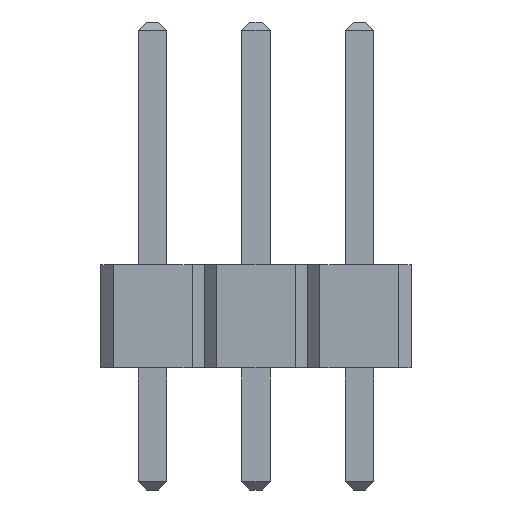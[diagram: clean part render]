
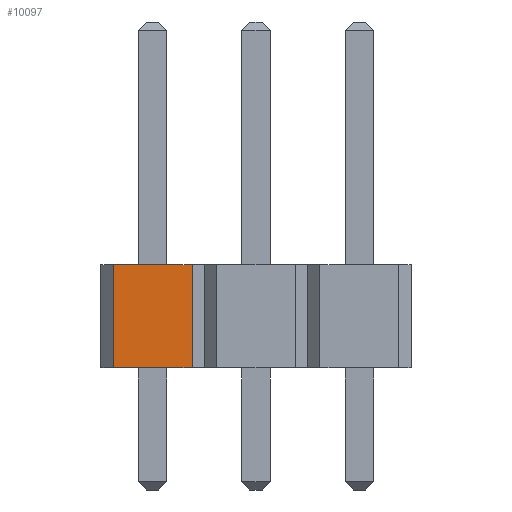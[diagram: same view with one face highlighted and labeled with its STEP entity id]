
A CAD part, front view. The second image highlights one B-rep face of the part: STEP entity #10097.
In plain terms, the highlighted planar face has unit normal (0, -1, 0).
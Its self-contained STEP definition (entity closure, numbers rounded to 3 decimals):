
#9547 = VERTEX_POINT('',#9548);
#9548 = CARTESIAN_POINT('',(-0.97,-44.45,0.));
#9554 = EDGE_CURVE('',#9555,#9547,#9557,.T.);
#9555 = VERTEX_POINT('',#9556);
#9556 = CARTESIAN_POINT('',(0.97,-44.45,0.));
#9557 = LINE('',#9558,#9559);
#9558 = CARTESIAN_POINT('',(1.27,-44.45,0.));
#9559 = VECTOR('',#9560,1.);
#9560 = DIRECTION('',(-1.,0.,0.));
#9769 = VERTEX_POINT('',#9770);
#9770 = CARTESIAN_POINT('',(-0.97,-44.45,2.54));
#9776 = EDGE_CURVE('',#9777,#9769,#9779,.T.);
#9777 = VERTEX_POINT('',#9778);
#9778 = CARTESIAN_POINT('',(0.97,-44.45,2.54));
#9779 = LINE('',#9780,#9781);
#9780 = CARTESIAN_POINT('',(1.27,-44.45,2.54));
#9781 = VECTOR('',#9782,1.);
#9782 = DIRECTION('',(-1.,0.,0.));
#10087 = EDGE_CURVE('',#9555,#9777,#10088,.T.);
#10088 = LINE('',#10089,#10090);
#10089 = CARTESIAN_POINT('',(0.97,-44.45,0.));
#10090 = VECTOR('',#10091,1.);
#10091 = DIRECTION('',(0.,0.,1.));
#10097 = ADVANCED_FACE('',(#10098),#10109,.T.);
#10098 = FACE_BOUND('',#10099,.T.);
#10099 = EDGE_LOOP('',(#10100,#10101,#10102,#10103));
#10100 = ORIENTED_EDGE('',*,*,#9554,.F.);
#10101 = ORIENTED_EDGE('',*,*,#10087,.T.);
#10102 = ORIENTED_EDGE('',*,*,#9776,.T.);
#10103 = ORIENTED_EDGE('',*,*,#10104,.F.);
#10104 = EDGE_CURVE('',#9547,#9769,#10105,.T.);
#10105 = LINE('',#10106,#10107);
#10106 = CARTESIAN_POINT('',(-0.97,-44.45,0.));
#10107 = VECTOR('',#10108,1.);
#10108 = DIRECTION('',(0.,0.,1.));
#10109 = PLANE('',#10110);
#10110 = AXIS2_PLACEMENT_3D('',#10111,#10112,#10113);
#10111 = CARTESIAN_POINT('',(1.27,-44.45,0.));
#10112 = DIRECTION('',(0.,-1.,0.));
#10113 = DIRECTION('',(-1.,0.,0.));
